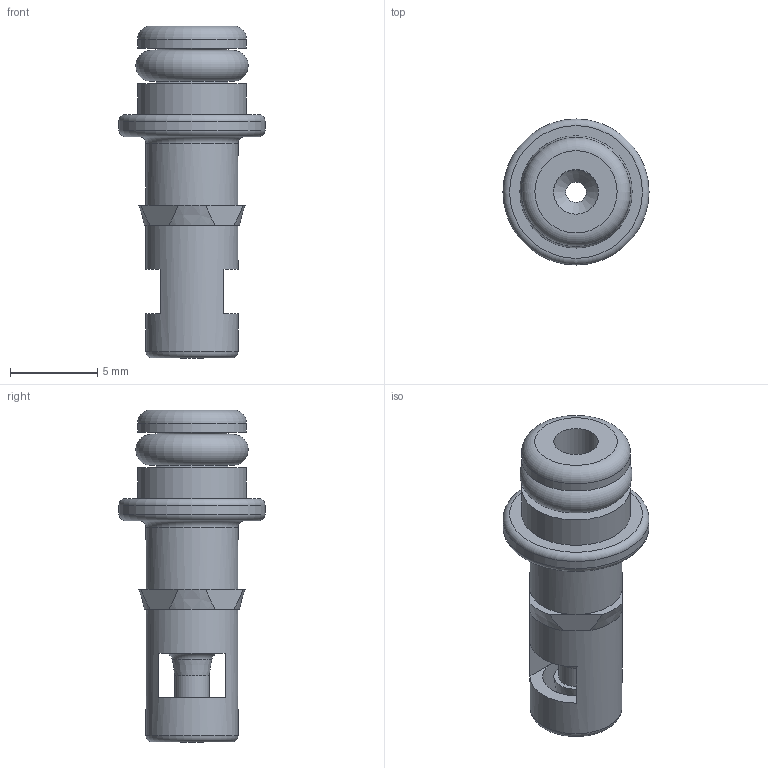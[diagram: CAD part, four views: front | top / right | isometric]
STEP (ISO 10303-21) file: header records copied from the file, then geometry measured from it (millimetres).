
FILE_DESCRIPTION( ( 'STEP AP214' ), ' ' );
FILE_NAME( 'TMF01.stp', '2017-06-22T11:15:11', ( '' ), ( '' ), ' ', 'PARTsolutions', ' ' );
FILE_SCHEMA( ( 'AUTOMOTIVE_DESIGN { 1 0 10303 214 1 1 1 1 }' ) );
Length unit declared in the file: millimetre
Products named in the file (1): _TMF01
Bounding box: 8.38 x 8.38 x 19.05 mm (x, y, z)
Volume: 365 mm3; surface area: 704.3 mm2
Topology: 1 solids, 1 shells, 52 faces, 115 edges, 69 vertices
Faces by surface type: plane 25, torus 10, cylinder 9, cone 8
Full cylindrical faces by diameter (mm): 1.168 x1, 1.981 x1, 2.565 x1, 3.81 x1, 5.283 x2, 6.248 x2, 8.382 x1
Entity records: 1734 total; most frequent: CARTESIAN_POINT 244, DIRECTION 236, ORIENTED_EDGE 172, AXIS2_PLACEMENT_3D 105, EDGE_LOOP 86, EDGE_CURVE 86, FACE_OUTER_BOUND 71, VERTEX_POINT 65
